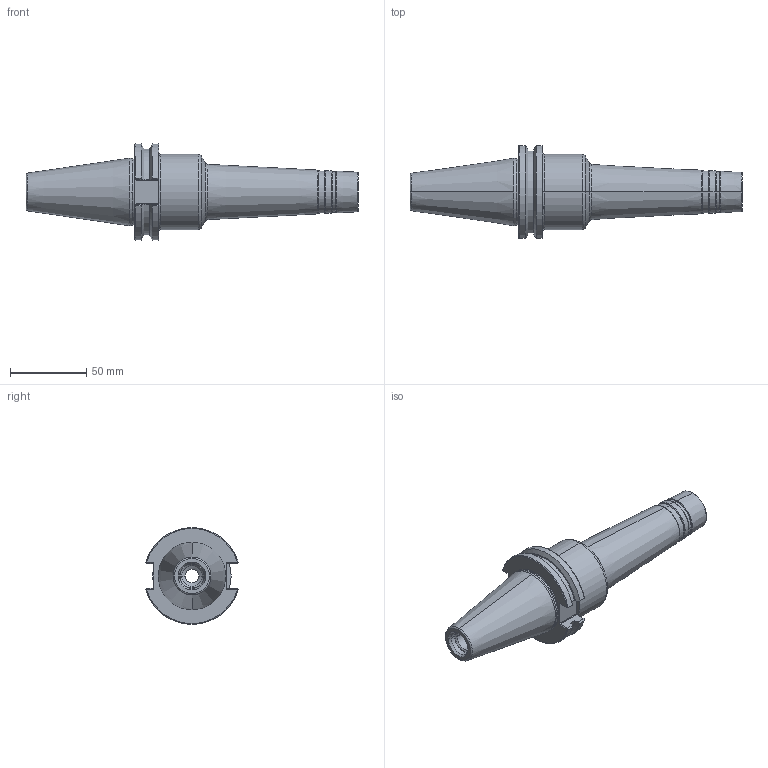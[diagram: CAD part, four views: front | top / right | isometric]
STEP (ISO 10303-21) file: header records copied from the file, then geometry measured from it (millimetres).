
FILE_DESCRIPTION((''),'2;1');
FILE_NAME('CAT40ADB-HMC12_7-5_9','2020-02-27T13:14:14',('eos'),(''),'CREO PARAMETRIC BY PTC INC, 2018500','CREO PARAMETRIC BY PTC INC, 2018500','');
FILE_SCHEMA(('CONFIG_CONTROL_DESIGN'));
Length unit declared in the file: millimetre
Products named in the file (1): CAT40ADB-HMC12_7-5_9
Bounding box: 218.28 x 60.84 x 63.27 mm (x, y, z)
Volume: 225710.7 mm3; surface area: 40308.4 mm2
Topology: 1 solids, 3 shells, 140 faces, 334 edges, 201 vertices
Faces by surface type: plane 38, cone 36, torus 36, cylinder 26, bspline 4
Entity records: 4191 total; most frequent: CARTESIAN_POINT 874, DIRECTION 732, ORIENTED_EDGE 656, EDGE_CURVE 332, AXIS2_PLACEMENT_3D 299, VERTEX_POINT 201, CIRCLE 162, EDGE_LOOP 149
